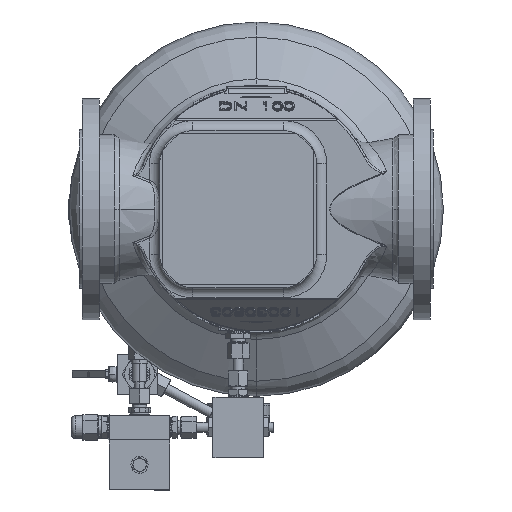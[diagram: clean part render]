
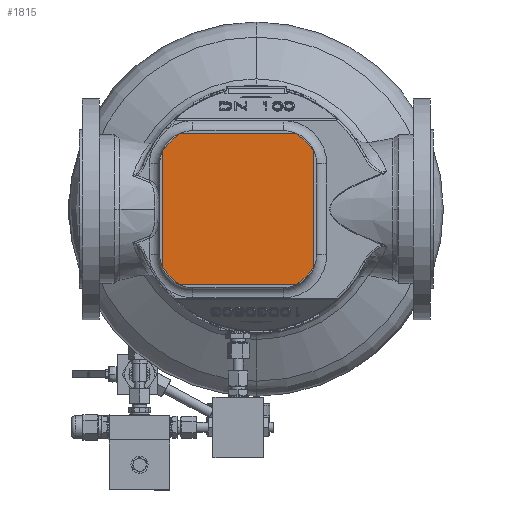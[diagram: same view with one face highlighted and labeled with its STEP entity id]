
A CAD part, front view. The second image highlights one B-rep face of the part: STEP entity #1815.
In plain terms, the highlighted planar face has unit normal (0, -1, 0).
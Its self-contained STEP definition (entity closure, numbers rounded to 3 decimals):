
#1815 = ADVANCED_FACE ( 'Defeature ausgef�hrt1_146', ( #47900 ), #46614, .T. ) ;
#4004 = VECTOR ( 'NONE', #49100, 1000. ) ;
#5859 = EDGE_CURVE ( 'Defeature ausgef�hrt1_146+Defeature ausgef�hrt1_148+Defeature ausgef�hrt1_149+Defeature ausgef�hrt1_147', #69204, #70032, #74910, .T. ) ;
#7356 = ORIENTED_EDGE ( 'NONE', *, *, #18621, .T. ) ;
#9651 = CARTESIAN_POINT ( 'NONE',  ( -76.31, -88.5, 75. ) ) ;
#10873 = CARTESIAN_POINT ( 'NONE',  ( 40.31, -88.5, 75. ) ) ;
#12617 = CARTESIAN_POINT ( 'NONE',  ( 40.31, -88.5, 75. ) ) ;
#12865 = AXIS2_PLACEMENT_3D ( 'NONE', #72656, #34925, #79035 ) ;
#13014 = CARTESIAN_POINT ( 'NONE',  ( 40.31, -88.5, -75. ) ) ;
#14372 = EDGE_CURVE ( 'Defeature ausgef�hrt1_146+Defeature ausgef�hrt1_149+Defeature ausgef�hrt1_150+Defeature ausgef�hrt1_148', #68094, #69204, #68065, .T. ) ;
#18621 = EDGE_CURVE ( 'Defeature ausgef�hrt1_146+Defeature ausgef�hrt1_150+Defeature ausgef�hrt1_151+Defeature ausgef�hrt1_149', #67215, #68094, #63472, .T. ) ;
#18764 = DIRECTION ( 'NONE',  ( 0., 0., 1. ) ) ;
#18960 = DIRECTION ( 'NONE',  ( -1., 0., 0. ) ) ;
#20147 = CARTESIAN_POINT ( 'NONE',  ( 57., -88.5, 58.31 ) ) ;
#20288 = ORIENTED_EDGE ( 'NONE', *, *, #14372, .T. ) ;
#20858 = LINE ( 'NONE', #36709, #4004 ) ;
#21232 = AXIS2_PLACEMENT_3D ( 'NONE', #74629, #36902, #80994 ) ;
#21247 = CARTESIAN_POINT ( 'NONE',  ( -18., -88.5, 0. ) ) ;
#22325 = VECTOR ( 'NONE', #35439, 1000. ) ;
#22996 = LINE ( 'NONE', #56392, #41693 ) ;
#24589 = CARTESIAN_POINT ( 'NONE',  ( -18., -88.5, 0. ) ) ;
#25849 = AXIS2_PLACEMENT_3D ( 'NONE', #21247, #65283, #27562 ) ;
#26924 = ORIENTED_EDGE ( 'NONE', *, *, #69251, .T. ) ;
#27562 = DIRECTION ( 'NONE',  ( -1., 0., 0. ) ) ;
#28301 = AXIS2_PLACEMENT_3D ( 'NONE', #24589, #68637, #30909 ) ;
#30909 = DIRECTION ( 'NONE',  ( -1., 0., 0. ) ) ;
#31210 = ORIENTED_EDGE ( 'NONE', *, *, #5859, .T. ) ;
#32796 = ORIENTED_EDGE ( 'NONE', *, *, #73482, .T. ) ;
#34925 = DIRECTION ( 'NONE',  ( 0., -1., 0. ) ) ;
#35439 = DIRECTION ( 'NONE',  ( 0., 0., -1. ) ) ;
#35494 = EDGE_CURVE ( 'Defeature ausgef�hrt1_146+Defeature ausgef�hrt1_151+Defeature ausgef�hrt1_152+Defeature ausgef�hrt1_150', #61194, #67215, #22996, .T. ) ;
#36709 = CARTESIAN_POINT ( 'NONE',  ( 40.31, -88.5, -75. ) ) ;
#36902 = DIRECTION ( 'NONE',  ( 0., -1., 0. ) ) ;
#37297 = CARTESIAN_POINT ( 'NONE',  ( -93., -88.5, -58.31 ) ) ;
#39310 = CARTESIAN_POINT ( 'NONE',  ( -93., -88.5, 58.31 ) ) ;
#41693 = VECTOR ( 'NONE', #18764, 1000. ) ;
#43909 = EDGE_CURVE ( 'Defeature ausgef�hrt1_146+Defeature ausgef�hrt1_152+Defeature ausgef�hrt1_153+Defeature ausgef�hrt1_151', #58240, #61194, #77330, .T. ) ;
#46515 = DIRECTION ( 'NONE',  ( -1., 0., 0. ) ) ;
#46600 = DIRECTION ( 'NONE',  ( 0., -1., 0. ) ) ;
#46614 = PLANE ( 'NONE',  #79747 ) ;
#47061 = CARTESIAN_POINT ( 'NONE',  ( -18., -88.5, 0. ) ) ;
#47563 = VERTEX_POINT ( 'NONE', #37297 ) ;
#47900 = FACE_OUTER_BOUND ( 'NONE', #48439, .T. ) ;
#48439 = EDGE_LOOP ( 'NONE', ( #32796, #26924, #69360, #78363, #7356, #20288, #31210, #67410 ) ) ;
#49100 = DIRECTION ( 'NONE',  ( 1., 0., 0. ) ) ;
#51657 = VERTEX_POINT ( 'NONE', #57396 ) ;
#55270 = CARTESIAN_POINT ( 'NONE',  ( 57., -88.5, -58.31 ) ) ;
#56392 = CARTESIAN_POINT ( 'NONE',  ( 57., -88.5, -58.31 ) ) ;
#57396 = CARTESIAN_POINT ( 'NONE',  ( -76.31, -88.5, -75. ) ) ;
#58240 = VERTEX_POINT ( 'NONE', #13014 ) ;
#61194 = VERTEX_POINT ( 'NONE', #55270 ) ;
#63406 = CIRCLE ( 'NONE', #25849, 95. ) ;
#63472 = CIRCLE ( 'NONE', #12865, 95. ) ;
#65283 = DIRECTION ( 'NONE',  ( 0., -1., 0. ) ) ;
#66082 = VECTOR ( 'NONE', #18960, 1000. ) ;
#66581 = EDGE_CURVE ( 'Defeature ausgef�hrt1_146+Defeature ausgef�hrt1_147+Defeature ausgef�hrt1_148+Defeature ausgef�hrt1_154', #70032, #47563, #72590, .T. ) ;
#67215 = VERTEX_POINT ( 'NONE', #20147 ) ;
#67410 = ORIENTED_EDGE ( 'NONE', *, *, #66581, .T. ) ;
#68065 = LINE ( 'NONE', #12617, #66082 ) ;
#68094 = VERTEX_POINT ( 'NONE', #10873 ) ;
#68637 = DIRECTION ( 'NONE',  ( 0., -1., 0. ) ) ;
#69204 = VERTEX_POINT ( 'NONE', #9651 ) ;
#69251 = EDGE_CURVE ( 'Defeature ausgef�hrt1_146+Defeature ausgef�hrt1_153+Defeature ausgef�hrt1_154+Defeature ausgef�hrt1_152', #51657, #58240, #20858, .T. ) ;
#69360 = ORIENTED_EDGE ( 'NONE', *, *, #43909, .T. ) ;
#70032 = VERTEX_POINT ( 'NONE', #39310 ) ;
#72590 = LINE ( 'NONE', #79542, #22325 ) ;
#72656 = CARTESIAN_POINT ( 'NONE',  ( -18., -88.5, 0. ) ) ;
#73482 = EDGE_CURVE ( 'Defeature ausgef�hrt1_146+Defeature ausgef�hrt1_154+Defeature ausgef�hrt1_147+Defeature ausgef�hrt1_153', #47563, #51657, #63406, .T. ) ;
#74629 = CARTESIAN_POINT ( 'NONE',  ( -18., -88.5, 0. ) ) ;
#74910 = CIRCLE ( 'NONE', #28301, 95. ) ;
#77330 = CIRCLE ( 'NONE', #21232, 95. ) ;
#78363 = ORIENTED_EDGE ( 'NONE', *, *, #35494, .T. ) ;
#79035 = DIRECTION ( 'NONE',  ( -1., 0., 0. ) ) ;
#79542 = CARTESIAN_POINT ( 'NONE',  ( -93., -88.5, -58.31 ) ) ;
#79747 = AXIS2_PLACEMENT_3D ( 'NONE', #47061, #46600, #46515 ) ;
#80994 = DIRECTION ( 'NONE',  ( -1., 0., 0. ) ) ;
